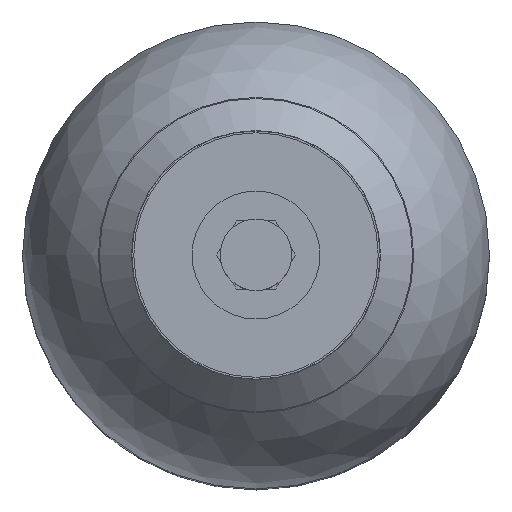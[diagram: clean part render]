
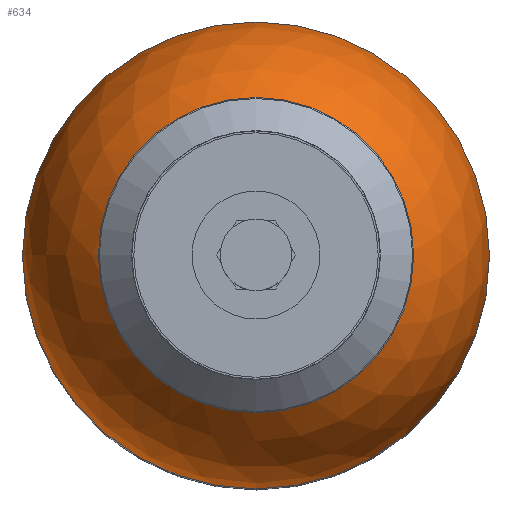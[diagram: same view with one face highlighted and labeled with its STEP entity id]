
A CAD part, top view. The second image highlights one B-rep face of the part: STEP entity #634.
In plain terms, the highlighted spherical face has radius 109.55 mm.
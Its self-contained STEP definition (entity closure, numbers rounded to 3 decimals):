
#634 = ADVANCED_FACE( '', ( #1357, #1358 ), #1359, .T. );
#1357 = FACE_OUTER_BOUND( '', #2128, .T. );
#1358 = FACE_OUTER_BOUND( '', #2129, .T. );
#1359 = SPHERICAL_SURFACE( '', #2130, 109.55 );
#2128 = EDGE_LOOP( '', ( #4495 ) );
#2129 = EDGE_LOOP( '', ( #4496 ) );
#2130 = AXIS2_PLACEMENT_3D( '', #4497, #4498, #4499 );
#4495 = ORIENTED_EDGE( '', *, *, #5130, .T. );
#4496 = ORIENTED_EDGE( '', *, *, #4951, .F. );
#4497 = CARTESIAN_POINT( '', ( 0., 0., 182.288 ) );
#4498 = DIRECTION( '', ( 0., 0., -1. ) );
#4499 = DIRECTION( '', ( -1., 0., 0. ) );
#4951 = EDGE_CURVE( '', #5801, #5801, #5802, .T. );
#5130 = EDGE_CURVE( '', #6085, #6085, #6086, .T. );
#5801 = VERTEX_POINT( '', #7727 );
#5802 = CIRCLE( '', #7728, 109.55 );
#6085 = VERTEX_POINT( '', #8331 );
#6086 = CIRCLE( '', #8332, 30. );
#7727 = CARTESIAN_POINT( '', ( -109.55, 0., 182.288 ) );
#7728 = AXIS2_PLACEMENT_3D( '', #10044, #10045, #10046 );
#8331 = CARTESIAN_POINT( '', ( -30., 0., 287.65 ) );
#8332 = AXIS2_PLACEMENT_3D( '', #10354, #10355, #10356 );
#10044 = CARTESIAN_POINT( '', ( 0., 0., 182.288 ) );
#10045 = DIRECTION( '', ( 0., 0., -1. ) );
#10046 = DIRECTION( '', ( -1., 0., 0. ) );
#10354 = CARTESIAN_POINT( '', ( 0., 0., 287.65 ) );
#10355 = DIRECTION( '', ( 0., 0., -1. ) );
#10356 = DIRECTION( '', ( -1., 0., 0. ) );
